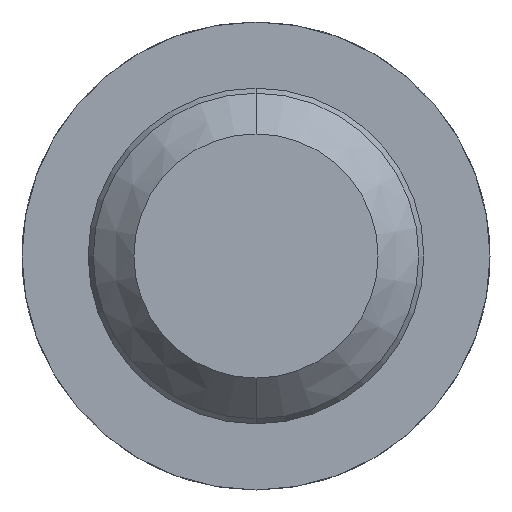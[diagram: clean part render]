
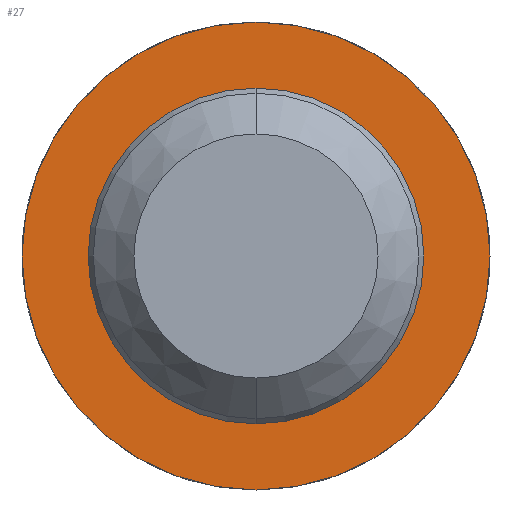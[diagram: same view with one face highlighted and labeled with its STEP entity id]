
A CAD part, front view. The second image highlights one B-rep face of the part: STEP entity #27.
In plain terms, the highlighted planar face has unit normal (0, -1, 0).
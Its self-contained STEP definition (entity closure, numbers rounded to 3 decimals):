
#27 = ADVANCED_FACE ( 'Defeature ausgef�hrt3_8', ( #1098, #1718 ), #2149, .T. ) ;
#96 = EDGE_CURVE ( 'Defeature ausgef�hrt3_7+Defeature ausgef�hrt3_8+Defeature ausgef�hrt3_8+Defeature ausgef�hrt3_8', #1286, #939, #1006, .T. ) ;
#116 = DIRECTION ( 'NONE',  ( 0., 0., -1. ) ) ;
#230 = CARTESIAN_POINT ( 'NONE',  ( 0., 11., 0.825 ) ) ;
#282 = DIRECTION ( 'NONE',  ( 0., -1., 0. ) ) ;
#312 = EDGE_CURVE ( 'Defeature ausgef�hrt3_8+Defeature ausgef�hrt3_9+Defeature ausgef�hrt3_9+Defeature ausgef�hrt3_9', #3305, #2526, #1909, .T. ) ;
#391 = DIRECTION ( 'NONE',  ( 0., -1., 0. ) ) ;
#535 = DIRECTION ( 'NONE',  ( 0., 0., -1. ) ) ;
#600 = DIRECTION ( 'NONE',  ( 0., -1., 0. ) ) ;
#601 = ORIENTED_EDGE ( 'NONE', *, *, #96, .F. ) ;
#620 = CARTESIAN_POINT ( 'NONE',  ( 0., 11., 0. ) ) ;
#714 = DIRECTION ( 'NONE',  ( 0., -1., 0. ) ) ;
#725 = CIRCLE ( 'NONE', #771, 0.825 ) ;
#746 = AXIS2_PLACEMENT_3D ( 'NONE', #1248, #714, #2710 ) ;
#771 = AXIS2_PLACEMENT_3D ( 'NONE', #620, #3182, #2355 ) ;
#835 = EDGE_LOOP ( 'NONE', ( #1528, #601 ) ) ;
#875 = CARTESIAN_POINT ( 'NONE',  ( 0., 11., 0. ) ) ;
#892 = AXIS2_PLACEMENT_3D ( 'NONE', #3379, #282, #535 ) ;
#939 = VERTEX_POINT ( 'NONE', #2245 ) ;
#1006 = CIRCLE ( 'NONE', #2919, 0.825 ) ;
#1073 = EDGE_LOOP ( 'NONE', ( #1296, #2561 ) ) ;
#1098 = FACE_OUTER_BOUND ( 'NONE', #1073, .T. ) ;
#1199 = CARTESIAN_POINT ( 'NONE',  ( 0., 11., 0. ) ) ;
#1248 = CARTESIAN_POINT ( 'NONE',  ( 0.825, 11., 0. ) ) ;
#1286 = VERTEX_POINT ( 'NONE', #230 ) ;
#1296 = ORIENTED_EDGE ( 'NONE', *, *, #3146, .T. ) ;
#1454 = EDGE_CURVE ( 'Defeature ausgef�hrt3_7+Defeature ausgef�hrt3_8+Defeature ausgef�hrt3_8+Defeature ausgef�hrt3_8', #939, #1286, #725, .T. ) ;
#1528 = ORIENTED_EDGE ( 'NONE', *, *, #1454, .F. ) ;
#1555 = CARTESIAN_POINT ( 'NONE',  ( 0., 11., 1.15 ) ) ;
#1718 = FACE_BOUND ( 'NONE', #835, .T. ) ;
#1909 = CIRCLE ( 'NONE', #2651, 1.15 ) ;
#2149 = PLANE ( 'NONE',  #746 ) ;
#2245 = CARTESIAN_POINT ( 'NONE',  ( 0., 11., -0.825 ) ) ;
#2247 = CIRCLE ( 'NONE', #892, 1.15 ) ;
#2355 = DIRECTION ( 'NONE',  ( 0., 0., -1. ) ) ;
#2526 = VERTEX_POINT ( 'NONE', #2845 ) ;
#2561 = ORIENTED_EDGE ( 'NONE', *, *, #312, .T. ) ;
#2651 = AXIS2_PLACEMENT_3D ( 'NONE', #875, #600, #2876 ) ;
#2710 = DIRECTION ( 'NONE',  ( 0., 0., -1. ) ) ;
#2845 = CARTESIAN_POINT ( 'NONE',  ( 0., 11., -1.15 ) ) ;
#2876 = DIRECTION ( 'NONE',  ( 0., 0., -1. ) ) ;
#2919 = AXIS2_PLACEMENT_3D ( 'NONE', #1199, #391, #116 ) ;
#3146 = EDGE_CURVE ( 'Defeature ausgef�hrt3_8+Defeature ausgef�hrt3_9+Defeature ausgef�hrt3_9+Defeature ausgef�hrt3_9', #2526, #3305, #2247, .T. ) ;
#3182 = DIRECTION ( 'NONE',  ( 0., -1., 0. ) ) ;
#3305 = VERTEX_POINT ( 'NONE', #1555 ) ;
#3379 = CARTESIAN_POINT ( 'NONE',  ( 0., 11., 0. ) ) ;
